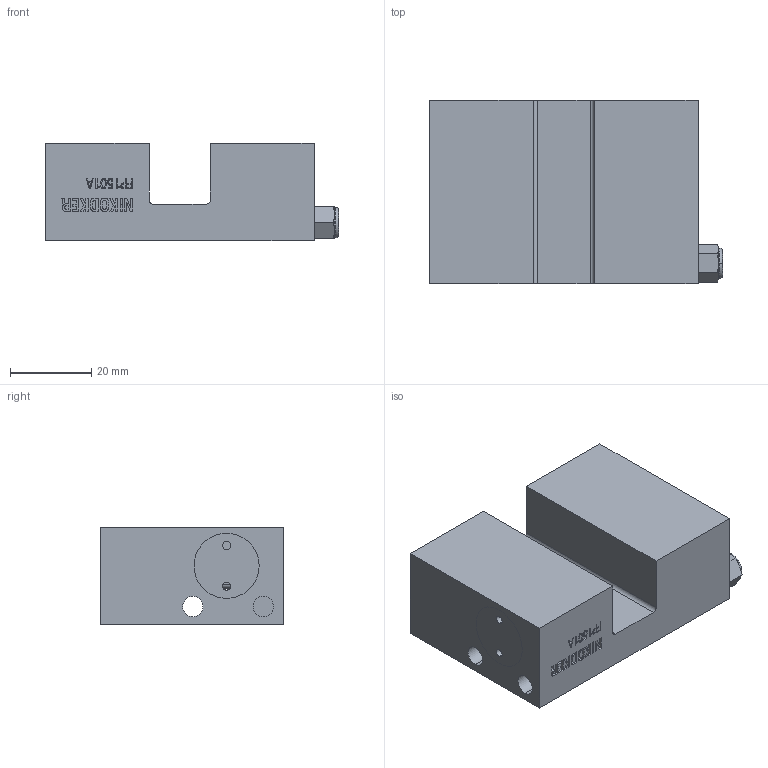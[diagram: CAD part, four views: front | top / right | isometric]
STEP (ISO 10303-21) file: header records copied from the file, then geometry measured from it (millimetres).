
FILE_DESCRIPTION (( 'STEP AP203' ), '1' );
FILE_NAME ('FP1501A.STEP', '2019-11-21T14:00:23', ( 'Users' ), ( 'Microsoft' ), 'SwSTEP 2.0', 'SolidWorks 2012', '' );
FILE_SCHEMA (( 'CONFIG_CONTROL_DESIGN' ));
Length unit declared in the file: millimetre
Products named in the file (1): FP1501A
Bounding box: 72 x 45 x 24 mm (x, y, z)
Surface area: 13254.3 mm2 (no closed solid volume)
Topology: 0 solids, 9 shells, 250 faces, 709 edges, 479 vertices
Faces by surface type: plane 149, bspline 51, cylinder 42, cone 6, torus 2
Entity records: 11128 total; most frequent: CARTESIAN_POINT 4932, ORIENTED_EDGE 1264, DIRECTION 1085, EDGE_CURVE 709, VERTEX_POINT 479, LINE 477, VECTOR 477, AXIS2_PLACEMENT_3D 304
